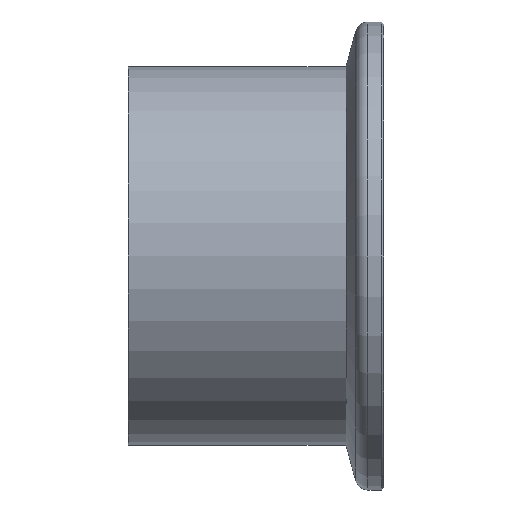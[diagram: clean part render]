
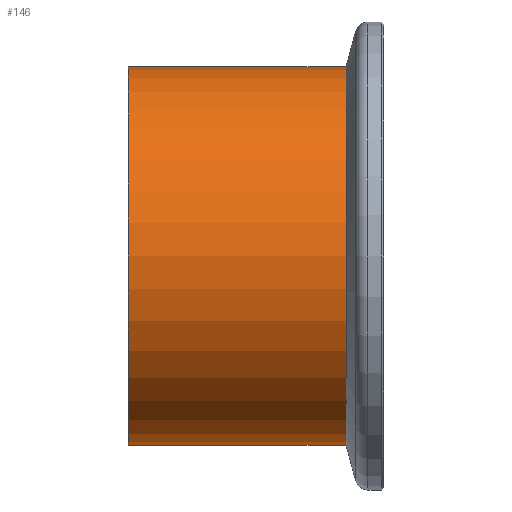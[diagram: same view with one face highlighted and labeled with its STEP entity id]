
A CAD part, left-side view. The second image highlights one B-rep face of the part: STEP entity #146.
In plain terms, the highlighted cylindrical face has radius 22.25 mm (diameter 44.5 mm), a partial arc.
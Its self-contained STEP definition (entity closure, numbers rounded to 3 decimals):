
#6 = AXIS2_PLACEMENT_3D ( 'NONE', #414, #253, #427 ) ;
#11 = CARTESIAN_POINT ( 'NONE',  ( 0., 30., -22.25 ) ) ;
#49 = ORIENTED_EDGE ( 'NONE', *, *, #372, .F. ) ;
#60 = ORIENTED_EDGE ( 'NONE', *, *, #177, .F. ) ;
#80 = LINE ( 'NONE', #465, #538 ) ;
#84 = CARTESIAN_POINT ( 'NONE',  ( 0., 30., 0. ) ) ;
#146 = ADVANCED_FACE ( 'NONE', ( #285 ), #339, .T. ) ;
#157 = AXIS2_PLACEMENT_3D ( 'NONE', #483, #428, #311 ) ;
#173 = EDGE_LOOP ( 'NONE', ( #454, #60, #355, #49 ) ) ;
#177 = EDGE_CURVE ( 'NONE', #199, #267, #494, .T. ) ;
#189 = DIRECTION ( 'NONE',  ( 0., -1., 0. ) ) ;
#199 = VERTEX_POINT ( 'NONE', #11 ) ;
#253 = DIRECTION ( 'NONE',  ( 0., 1., 0. ) ) ;
#260 = CARTESIAN_POINT ( 'NONE',  ( 0., 4.407, 22.25 ) ) ;
#267 = VERTEX_POINT ( 'NONE', #343 ) ;
#283 = EDGE_CURVE ( 'NONE', #267, #426, #336, .T. ) ;
#285 = FACE_OUTER_BOUND ( 'NONE', #173, .T. ) ;
#311 = DIRECTION ( 'NONE',  ( 0., 0., -1. ) ) ;
#335 = DIRECTION ( 'NONE',  ( 0., 0., -1. ) ) ;
#336 = LINE ( 'NONE', #508, #447 ) ;
#339 = CYLINDRICAL_SURFACE ( 'NONE', #458, 22.25 ) ;
#340 = DIRECTION ( 'NONE',  ( 0., -1., 0. ) ) ;
#343 = CARTESIAN_POINT ( 'NONE',  ( 0., 30., 22.25 ) ) ;
#349 = CARTESIAN_POINT ( 'NONE',  ( 0., 4.407, -22.25 ) ) ;
#355 = ORIENTED_EDGE ( 'NONE', *, *, #524, .T. ) ;
#372 = EDGE_CURVE ( 'NONE', #426, #456, #504, .T. ) ;
#384 = DIRECTION ( 'NONE',  ( 0., -1., 0. ) ) ;
#414 = CARTESIAN_POINT ( 'NONE',  ( 0., 30., 0. ) ) ;
#426 = VERTEX_POINT ( 'NONE', #260 ) ;
#427 = DIRECTION ( 'NONE',  ( 0., 0., 1. ) ) ;
#428 = DIRECTION ( 'NONE',  ( 0., -1., 0. ) ) ;
#447 = VECTOR ( 'NONE', #384, 1000. ) ;
#454 = ORIENTED_EDGE ( 'NONE', *, *, #283, .F. ) ;
#456 = VERTEX_POINT ( 'NONE', #349 ) ;
#458 = AXIS2_PLACEMENT_3D ( 'NONE', #84, #189, #335 ) ;
#465 = CARTESIAN_POINT ( 'NONE',  ( 0., 30., -22.25 ) ) ;
#483 = CARTESIAN_POINT ( 'NONE',  ( 0., 4.407, 0. ) ) ;
#494 = CIRCLE ( 'NONE', #6, 22.25 ) ;
#504 = CIRCLE ( 'NONE', #157, 22.25 ) ;
#508 = CARTESIAN_POINT ( 'NONE',  ( 0., 30., 22.25 ) ) ;
#524 = EDGE_CURVE ( 'NONE', #199, #456, #80, .T. ) ;
#538 = VECTOR ( 'NONE', #340, 1000. ) ;
